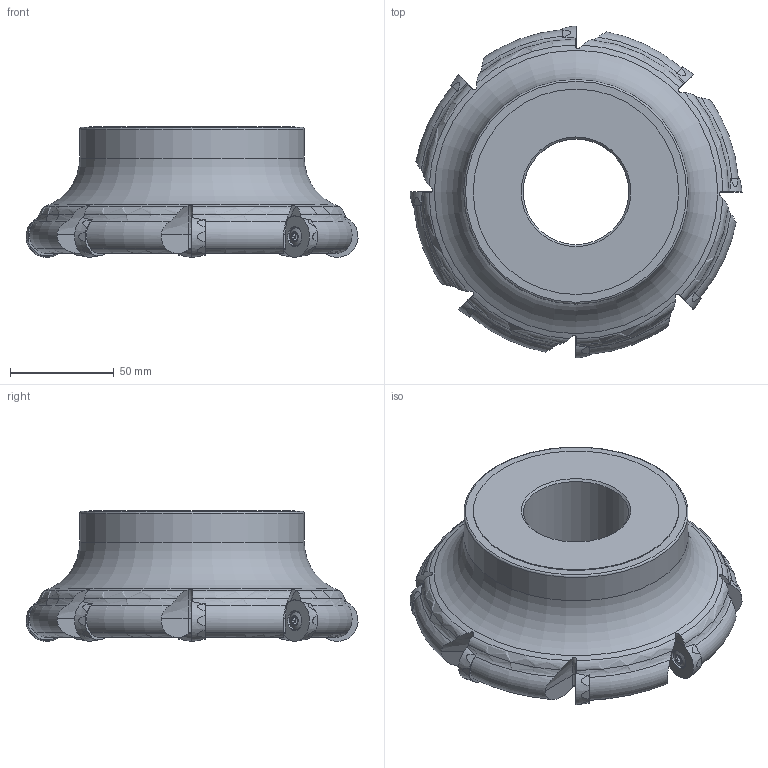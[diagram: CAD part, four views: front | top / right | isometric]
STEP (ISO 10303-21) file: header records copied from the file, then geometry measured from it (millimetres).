
FILE_DESCRIPTION(/* description */ (''),/* implementation_level */ '2;1');
FILE_NAME(/* name */ '1542945112964.stp',/* time_stamp */ '2018-11-23T09:22:19+06:00',/* author */ (''),/* organization */ ('SMS'),/* preprocessor_version */ 'ST-DEVELOPER v15',/* originating_system */ 'SIEMENS PLM Software NX 8.5',/* authorisation */ '');
FILE_SCHEMA (('AUTOMOTIVE_DESIGN { 1 0 10303 214 3 1 1 1 }'));
Length unit declared in the file: millimetre
Products named in the file (4): ASSEMBLY_CONSTRUCTION; 201857738mod000_00; 201891332mod000_00; 201892184mod000_00
Assembly tree (10 placements, depth 2):
  201892184mod000_00
    201891332mod000_00
    201857738mod000_00  x8
    ASSEMBLY_CONSTRUCTION
Bounding box: 159.95 x 159.95 x 62.99 mm (x, y, z)
Volume: 547797.4 mm3; surface area: 73865.9 mm2
Topology: 9 solids, 9 shells, 604 faces, 1575 edges, 1029 vertices
Faces by surface type: plane 276, cone 103, extrusion 96, torus 77, cylinder 44, sphere 8
Full cylindrical faces by diameter (mm): 5.35 x8, 6.5 x8, 8.45 x8, 50.815 x1, 80 x1, 99 x1, 108.2 x1
Entity records: 20525 total; most frequent: CARTESIAN_POINT 8348, ORIENTED_EDGE 2480, DIRECTION 2408, EDGE_CURVE 1240, AXIS2_PLACEMENT_3D 988, VERTEX_POINT 824, EDGE_LOOP 588, ADVANCED_FACE 506
